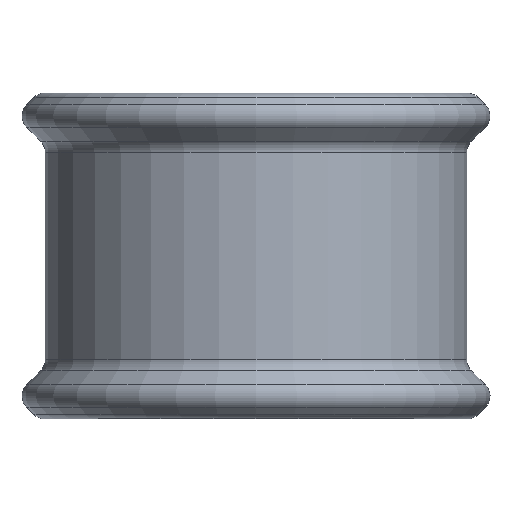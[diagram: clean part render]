
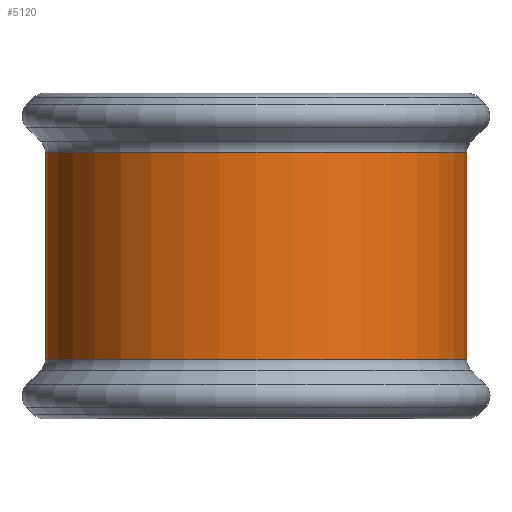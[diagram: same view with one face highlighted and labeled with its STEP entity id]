
A CAD part, front view. The second image highlights one B-rep face of the part: STEP entity #5120.
In plain terms, the highlighted cylindrical face has radius 10.122 mm (diameter 20.244 mm), a partial arc.
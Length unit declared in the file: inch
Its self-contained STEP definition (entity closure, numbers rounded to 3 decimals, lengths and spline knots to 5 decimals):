
#76 = CARTESIAN_POINT ( 'NONE',  ( 0.3435, -0.75, 0. ) ) ;
#116 = ORIENTED_EDGE ( 'NONE', *, *, #3614, .T. ) ;
#704 = CARTESIAN_POINT ( 'NONE',  ( 0.3435, -0.3515, 0.19579 ) ) ;
#740 = LINE ( 'NONE', #2823, #3090 ) ;
#879 = ORIENTED_EDGE ( 'NONE', *, *, #5088, .F. ) ;
#918 = DIRECTION ( 'NONE',  ( 0., 0., -1. ) ) ;
#936 = DIRECTION ( 'NONE',  ( 0., 0., 1. ) ) ;
#1133 = CARTESIAN_POINT ( 'NONE',  ( -0.055, -0.75, 0.19579 ) ) ;
#1205 = EDGE_CURVE ( 'NONE', #2105, #4293, #740, .T. ) ;
#1422 = AXIS2_PLACEMENT_3D ( 'NONE', #76, #2405, #3367 ) ;
#1921 = DIRECTION ( 'NONE',  ( 0., 0., -1. ) ) ;
#2105 = VERTEX_POINT ( 'NONE', #2725 ) ;
#2405 = DIRECTION ( 'NONE',  ( 0., 0., -1. ) ) ;
#2418 = EDGE_LOOP ( 'NONE', ( #5882, #116, #3590, #879 ) ) ;
#2425 = CIRCLE ( 'NONE', #2916, 0.3985 ) ;
#2725 = CARTESIAN_POINT ( 'NONE',  ( -0.055, -0.75, -0.19579 ) ) ;
#2823 = CARTESIAN_POINT ( 'NONE',  ( -0.055, -0.75, 0.19579 ) ) ;
#2835 = CIRCLE ( 'NONE', #3123, 0.3985 ) ;
#2916 = AXIS2_PLACEMENT_3D ( 'NONE', #3726, #918, #4196 ) ;
#3090 = VECTOR ( 'NONE', #936, 39.37008 ) ;
#3123 = AXIS2_PLACEMENT_3D ( 'NONE', #4726, #1921, #5197 ) ;
#3367 = DIRECTION ( 'NONE',  ( -1., 0., 0. ) ) ;
#3442 = VERTEX_POINT ( 'NONE', #4130 ) ;
#3590 = ORIENTED_EDGE ( 'NONE', *, *, #1205, .F. ) ;
#3614 = EDGE_CURVE ( 'NONE', #3442, #4293, #2425, .T. ) ;
#3726 = CARTESIAN_POINT ( 'NONE',  ( 0.3435, -0.75, 0.19579 ) ) ;
#3865 = VERTEX_POINT ( 'NONE', #3972 ) ;
#3972 = CARTESIAN_POINT ( 'NONE',  ( 0.3435, -0.3515, -0.19579 ) ) ;
#3996 = CYLINDRICAL_SURFACE ( 'NONE', #1422, 0.3985 ) ;
#4077 = VECTOR ( 'NONE', #4464, 39.37008 ) ;
#4130 = CARTESIAN_POINT ( 'NONE',  ( 0.3435, -0.3515, 0.19579 ) ) ;
#4196 = DIRECTION ( 'NONE',  ( -1., 0., 0. ) ) ;
#4293 = VERTEX_POINT ( 'NONE', #1133 ) ;
#4350 = EDGE_CURVE ( 'NONE', #3865, #3442, #5484, .T. ) ;
#4464 = DIRECTION ( 'NONE',  ( 0., 0., 1. ) ) ;
#4726 = CARTESIAN_POINT ( 'NONE',  ( 0.3435, -0.75, -0.19579 ) ) ;
#5088 = EDGE_CURVE ( 'NONE', #3865, #2105, #2835, .T. ) ;
#5120 = ADVANCED_FACE ( 'NONE', ( #5856 ), #3996, .T. ) ;
#5197 = DIRECTION ( 'NONE',  ( -1., 0., 0. ) ) ;
#5484 = LINE ( 'NONE', #704, #4077 ) ;
#5856 = FACE_OUTER_BOUND ( 'NONE', #2418, .T. ) ;
#5882 = ORIENTED_EDGE ( 'NONE', *, *, #4350, .T. ) ;
